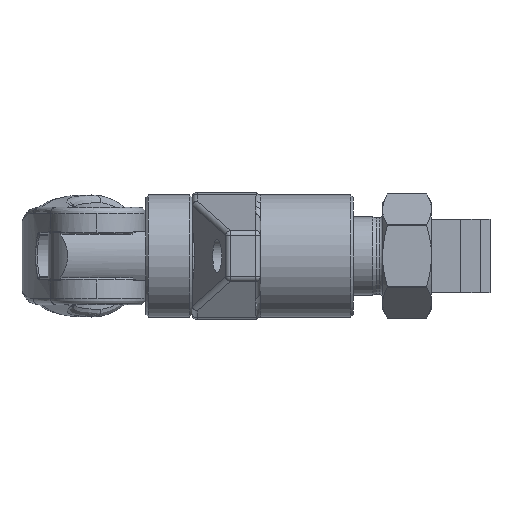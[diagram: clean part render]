
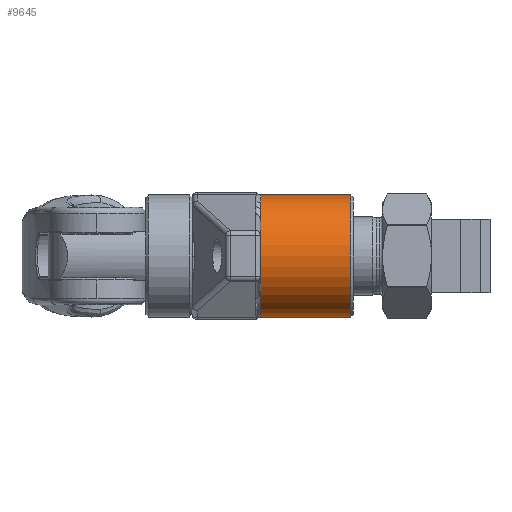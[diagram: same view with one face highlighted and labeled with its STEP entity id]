
A CAD part, left-side view. The second image highlights one B-rep face of the part: STEP entity #9645.
In plain terms, the highlighted cylindrical face has radius 12.5 mm (diameter 25 mm), a partial arc.
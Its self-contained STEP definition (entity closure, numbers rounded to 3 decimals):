
#66 = AXIS2_PLACEMENT_3D ( 'NONE', #3500, #8930, #3389 ) ;
#543 = ORIENTED_EDGE ( 'NONE', *, *, #21000, .F. ) ;
#1305 = CARTESIAN_POINT ( 'NONE',  ( 0., 16., -12.5 ) ) ;
#1444 = LINE ( 'NONE', #17719, #23275 ) ;
#2098 = CARTESIAN_POINT ( 'NONE',  ( 0., 35., 12.5 ) ) ;
#2184 = EDGE_LOOP ( 'NONE', ( #543, #18307, #11034, #6711 ) ) ;
#2342 = VERTEX_POINT ( 'NONE', #2989 ) ;
#2989 = CARTESIAN_POINT ( 'NONE',  ( 0., 35., -12.5 ) ) ;
#3224 = DIRECTION ( 'NONE',  ( 0., 0., -1. ) ) ;
#3389 = DIRECTION ( 'NONE',  ( 0., 0., -1. ) ) ;
#3439 = CARTESIAN_POINT ( 'NONE',  ( 0., 16.5, 0. ) ) ;
#3500 = CARTESIAN_POINT ( 'NONE',  ( 0., 35., 0. ) ) ;
#3563 = DIRECTION ( 'NONE',  ( 0., 1., 0. ) ) ;
#4964 = DIRECTION ( 'NONE',  ( 0., -1., 0. ) ) ;
#5203 = VERTEX_POINT ( 'NONE', #13794 ) ;
#6199 = CIRCLE ( 'NONE', #11865, 12.5 ) ;
#6330 = CARTESIAN_POINT ( 'NONE',  ( 0., 16., 0. ) ) ;
#6711 = ORIENTED_EDGE ( 'NONE', *, *, #15211, .T. ) ;
#6900 = CIRCLE ( 'NONE', #66, 12.5 ) ;
#8930 = DIRECTION ( 'NONE',  ( 0., -1., 0. ) ) ;
#9045 = CARTESIAN_POINT ( 'NONE',  ( 0., 16.5, -12.5 ) ) ;
#9645 = ADVANCED_FACE ( 'NONE', ( #22469 ), #12119, .T. ) ;
#9942 = VECTOR ( 'NONE', #4964, 1000. ) ;
#10103 = DIRECTION ( 'NONE',  ( 0., 0., -1. ) ) ;
#10996 = VERTEX_POINT ( 'NONE', #9045 ) ;
#11034 = ORIENTED_EDGE ( 'NONE', *, *, #18284, .T. ) ;
#11865 = AXIS2_PLACEMENT_3D ( 'NONE', #3439, #3563, #3224 ) ;
#12119 = CYLINDRICAL_SURFACE ( 'NONE', #19379, 12.5 ) ;
#13794 = CARTESIAN_POINT ( 'NONE',  ( 0., 16.5, 12.5 ) ) ;
#15211 = EDGE_CURVE ( 'NONE', #10996, #5203, #6199, .T. ) ;
#17625 = EDGE_CURVE ( 'NONE', #22447, #2342, #6900, .T. ) ;
#17719 = CARTESIAN_POINT ( 'NONE',  ( 0., 16., 12.5 ) ) ;
#18284 = EDGE_CURVE ( 'NONE', #2342, #10996, #22452, .T. ) ;
#18307 = ORIENTED_EDGE ( 'NONE', *, *, #17625, .T. ) ;
#19379 = AXIS2_PLACEMENT_3D ( 'NONE', #6330, #22696, #10103 ) ;
#21000 = EDGE_CURVE ( 'NONE', #22447, #5203, #1444, .T. ) ;
#21260 = DIRECTION ( 'NONE',  ( 0., -1., 0. ) ) ;
#22447 = VERTEX_POINT ( 'NONE', #2098 ) ;
#22452 = LINE ( 'NONE', #1305, #9942 ) ;
#22469 = FACE_OUTER_BOUND ( 'NONE', #2184, .T. ) ;
#22696 = DIRECTION ( 'NONE',  ( 0., -1., 0. ) ) ;
#23275 = VECTOR ( 'NONE', #21260, 1000. ) ;
